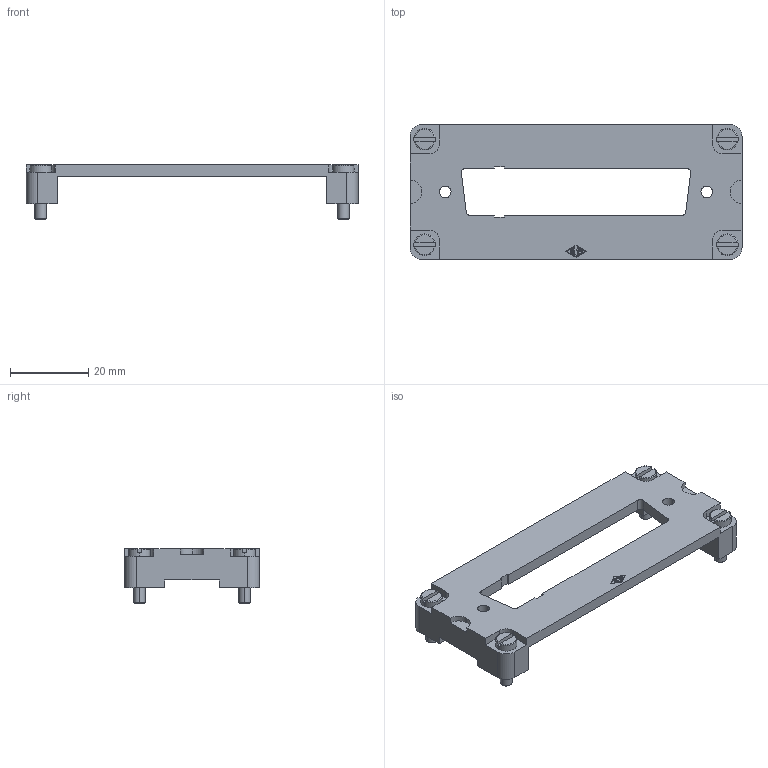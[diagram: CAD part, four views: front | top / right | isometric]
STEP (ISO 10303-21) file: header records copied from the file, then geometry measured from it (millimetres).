
FILE_DESCRIPTION((''),'2;1');
FILE_NAME('CR 50 AD1.stp','2007-01-02T17:39:18',('gembarski'),(''),'Autodesk Inventor 7','Autodesk Inventor 7','');
FILE_SCHEMA(('AUTOMOTIVE_DESIGN { 1 0 10303 214 1 1 1 1 }'));
Length unit declared in the file: millimetre
Products named in the file (1): CR 50 AD1
Bounding box: 85 x 34.5 x 14 mm (x, y, z)
Volume: 8830.5 mm3; surface area: 7739.2 mm2
Topology: 1 solids, 1 shells, 195 faces, 517 edges, 342 vertices
Faces by surface type: plane 117, cylinder 62, cone 8, torus 8
Entity records: 6210 total; most frequent: CARTESIAN_POINT 1199, DIRECTION 1049, ORIENTED_EDGE 1034, EDGE_CURVE 517, AXIS2_PLACEMENT_3D 352, VECTOR 345, LINE 345, VERTEX_POINT 342
